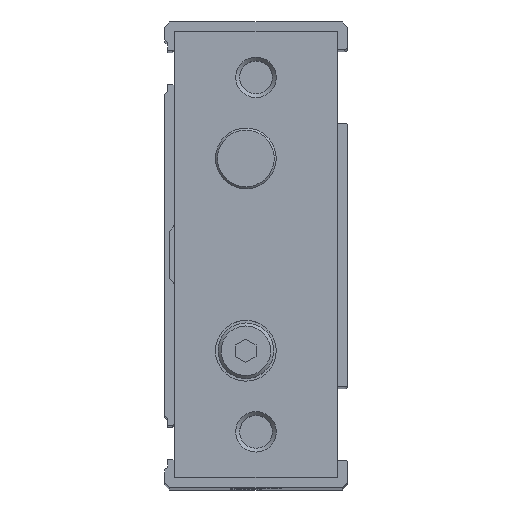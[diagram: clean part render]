
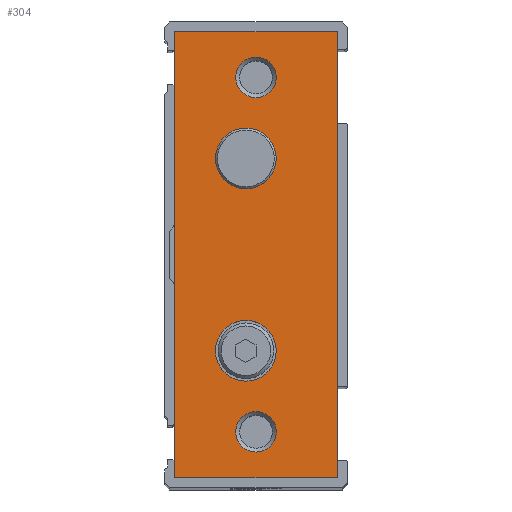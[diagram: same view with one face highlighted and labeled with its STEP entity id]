
A CAD part, top view. The second image highlights one B-rep face of the part: STEP entity #304.
In plain terms, the highlighted face is planar.
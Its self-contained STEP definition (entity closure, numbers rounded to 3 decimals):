
#304 = ADVANCED_FACE( '', ( #701, #702, #703, #704, #705 ), #706, .F. );
#701 = FACE_BOUND( '', #1188, .T. );
#702 = FACE_OUTER_BOUND( '', #1189, .T. );
#703 = FACE_BOUND( '', #1190, .T. );
#704 = FACE_BOUND( '', #1191, .T. );
#705 = FACE_BOUND( '', #1192, .T. );
#706 = PLANE( '', #1193 );
#1188 = EDGE_LOOP( '', ( #2293 ) );
#1189 = EDGE_LOOP( '', ( #2294, #2295, #2296, #2297 ) );
#1190 = EDGE_LOOP( '', ( #2298 ) );
#1191 = EDGE_LOOP( '', ( #2299 ) );
#1192 = EDGE_LOOP( '', ( #2300 ) );
#1193 = AXIS2_PLACEMENT_3D( '', #2301, #2302, #2303 );
#2293 = ORIENTED_EDGE( '', *, *, #2891, .T. );
#2294 = ORIENTED_EDGE( '', *, *, #2892, .F. );
#2295 = ORIENTED_EDGE( '', *, *, #2893, .F. );
#2296 = ORIENTED_EDGE( '', *, *, #2894, .F. );
#2297 = ORIENTED_EDGE( '', *, *, #2895, .F. );
#2298 = ORIENTED_EDGE( '', *, *, #2896, .T. );
#2299 = ORIENTED_EDGE( '', *, *, #2897, .T. );
#2300 = ORIENTED_EDGE( '', *, *, #2898, .F. );
#2301 = CARTESIAN_POINT( '', ( -17., 0., 0. ) );
#2302 = DIRECTION( '', ( 1., 0., 0. ) );
#2303 = DIRECTION( '', ( 0., 0., -1. ) );
#2891 = EDGE_CURVE( '', #3460, #3460, #3461, .T. );
#2892 = EDGE_CURVE( '', #3462, #3463, #3464, .T. );
#2893 = EDGE_CURVE( '', #3465, #3462, #3466, .T. );
#2894 = EDGE_CURVE( '', #3467, #3465, #3468, .T. );
#2895 = EDGE_CURVE( '', #3463, #3467, #3469, .T. );
#2896 = EDGE_CURVE( '', #3470, #3470, #3471, .T. );
#2897 = EDGE_CURVE( '', #3472, #3472, #3473, .T. );
#2898 = EDGE_CURVE( '', #3474, #3474, #3475, .F. );
#3460 = VERTEX_POINT( '', #4396 );
#3461 = CIRCLE( '', #4397, 3. );
#3462 = VERTEX_POINT( '', #4398 );
#3463 = VERTEX_POINT( '', #4399 );
#3464 = LINE( '', #4400, #4401 );
#3465 = VERTEX_POINT( '', #4402 );
#3466 = LINE( '', #4403, #4404 );
#3467 = VERTEX_POINT( '', #4405 );
#3468 = LINE( '', #4406, #4407 );
#3469 = LINE( '', #4408, #4409 );
#3470 = VERTEX_POINT( '', #4410 );
#3471 = CIRCLE( '', #4411, 2. );
#3472 = VERTEX_POINT( '', #4412 );
#3473 = CIRCLE( '', #4413, 2. );
#3474 = VERTEX_POINT( '', #4414 );
#3475 = CIRCLE( '', #4415, 3. );
#4396 = CARTESIAN_POINT( '', ( -17., -9.5, -3. ) );
#4397 = AXIS2_PLACEMENT_3D( '', #5089, #5090, #5091 );
#4398 = CARTESIAN_POINT( '', ( -17., 22., -7. ) );
#4399 = CARTESIAN_POINT( '', ( -17., 22., 9. ) );
#4400 = CARTESIAN_POINT( '', ( -17., 22., -7. ) );
#4401 = VECTOR( '', #5092, 1000. );
#4402 = CARTESIAN_POINT( '', ( -17., -22., -7. ) );
#4403 = CARTESIAN_POINT( '', ( -17., -22., -7. ) );
#4404 = VECTOR( '', #5093, 1000. );
#4405 = CARTESIAN_POINT( '', ( -17., -22., 9. ) );
#4406 = CARTESIAN_POINT( '', ( -17., -22., 9. ) );
#4407 = VECTOR( '', #5094, 1000. );
#4408 = CARTESIAN_POINT( '', ( -17., 22., 9. ) );
#4409 = VECTOR( '', #5095, 1000. );
#4410 = CARTESIAN_POINT( '', ( -17., -17.5, -1. ) );
#4411 = AXIS2_PLACEMENT_3D( '', #5096, #5097, #5098 );
#4412 = CARTESIAN_POINT( '', ( -17., 17.5, -1. ) );
#4413 = AXIS2_PLACEMENT_3D( '', #5099, #5100, #5101 );
#4414 = CARTESIAN_POINT( '', ( -17., 9.5, -3. ) );
#4415 = AXIS2_PLACEMENT_3D( '', #5102, #5103, #5104 );
#5089 = CARTESIAN_POINT( '', ( -17., -9.5, 0. ) );
#5090 = DIRECTION( '', ( 1., 0., 0. ) );
#5091 = DIRECTION( '', ( 0., 0., -1. ) );
#5092 = DIRECTION( '', ( 0., 0., 1. ) );
#5093 = DIRECTION( '', ( 0., 1., 0. ) );
#5094 = DIRECTION( '', ( 0., 0., -1. ) );
#5095 = DIRECTION( '', ( 0., -1., 0. ) );
#5096 = CARTESIAN_POINT( '', ( -17., -17.5, 1. ) );
#5097 = DIRECTION( '', ( 1., 0., 0. ) );
#5098 = DIRECTION( '', ( 0., 0., -1. ) );
#5099 = CARTESIAN_POINT( '', ( -17., 17.5, 1. ) );
#5100 = DIRECTION( '', ( 1., 0., 0. ) );
#5101 = DIRECTION( '', ( 0., 0., -1. ) );
#5102 = CARTESIAN_POINT( '', ( -17., 9.5, 0. ) );
#5103 = DIRECTION( '', ( 1., 0., 0. ) );
#5104 = DIRECTION( '', ( 0., 0., -1. ) );
